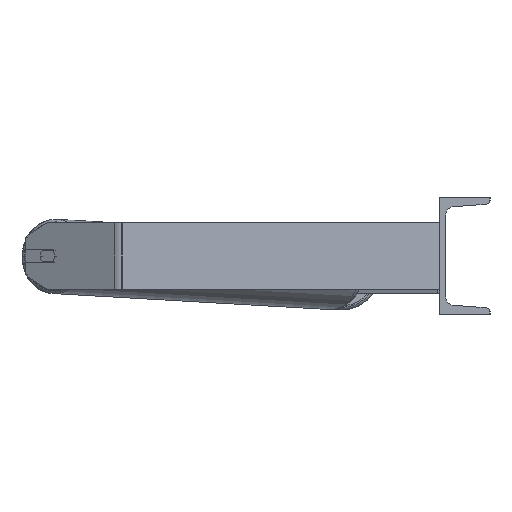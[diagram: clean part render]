
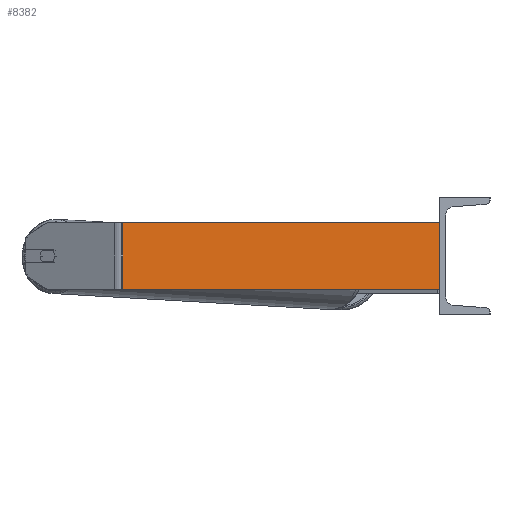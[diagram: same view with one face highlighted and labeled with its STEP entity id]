
A CAD part, left-side view. The second image highlights one B-rep face of the part: STEP entity #8382.
In plain terms, the highlighted planar face has unit normal (-0.996, -0.087, 0).
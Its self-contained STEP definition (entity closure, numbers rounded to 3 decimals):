
#29 = CARTESIAN_POINT ( 'NONE',  ( -1018.643, 384.537, -40. ) ) ;
#322 = CARTESIAN_POINT ( 'NONE',  ( -985., 0., -40. ) ) ;
#393 = CARTESIAN_POINT ( 'NONE',  ( -985., 0., 40. ) ) ;
#577 = CARTESIAN_POINT ( 'NONE',  ( -1018.203, 379.512, 40. ) ) ;
#868 = CARTESIAN_POINT ( 'NONE',  ( -1018.643, 384.537, 40. ) ) ;
#1026 = LINE ( 'NONE', #577, #2659 ) ;
#1225 = ORIENTED_EDGE ( 'NONE', *, *, #5419, .T. ) ;
#1475 = VECTOR ( 'NONE', #5961, 1000. ) ;
#1874 = EDGE_CURVE ( 'NONE', #9007, #2442, #1026, .T. ) ;
#1921 = FACE_OUTER_BOUND ( 'NONE', #5430, .T. ) ;
#2442 = VERTEX_POINT ( 'NONE', #3310 ) ;
#2527 = PLANE ( 'NONE',  #8107 ) ;
#2659 = VECTOR ( 'NONE', #4750, 1000. ) ;
#3086 = CARTESIAN_POINT ( 'NONE',  ( -1018.643, 384.537, 40. ) ) ;
#3310 = CARTESIAN_POINT ( 'NONE',  ( -1018.203, 379.512, -40. ) ) ;
#3325 = CARTESIAN_POINT ( 'NONE',  ( -1018.203, 379.512, 40. ) ) ;
#3501 = LINE ( 'NONE', #29, #6099 ) ;
#3599 = LINE ( 'NONE', #3086, #6683 ) ;
#4111 = ORIENTED_EDGE ( 'NONE', *, *, #1874, .T. ) ;
#4348 = DIRECTION ( 'NONE',  ( 0.087, -0.996, 0. ) ) ;
#4567 = EDGE_CURVE ( 'NONE', #9007, #7323, #3599, .T. ) ;
#4750 = DIRECTION ( 'NONE',  ( 0., 0., -1. ) ) ;
#5031 = DIRECTION ( 'NONE',  ( 0.996, 0.087, 0. ) ) ;
#5032 = ORIENTED_EDGE ( 'NONE', *, *, #4567, .F. ) ;
#5419 = EDGE_CURVE ( 'NONE', #2442, #6342, #3501, .T. ) ;
#5430 = EDGE_LOOP ( 'NONE', ( #1225, #6218, #5032, #4111 ) ) ;
#5610 = DIRECTION ( 'NONE',  ( -0.087, 0.996, 0. ) ) ;
#5793 = DIRECTION ( 'NONE',  ( 0.087, -0.996, 0. ) ) ;
#5961 = DIRECTION ( 'NONE',  ( 0., 0., -1. ) ) ;
#6099 = VECTOR ( 'NONE', #5793, 1000. ) ;
#6218 = ORIENTED_EDGE ( 'NONE', *, *, #7945, .F. ) ;
#6342 = VERTEX_POINT ( 'NONE', #322 ) ;
#6683 = VECTOR ( 'NONE', #4348, 1000. ) ;
#6757 = CARTESIAN_POINT ( 'NONE',  ( -985., 0., 40. ) ) ;
#7323 = VERTEX_POINT ( 'NONE', #393 ) ;
#7945 = EDGE_CURVE ( 'NONE', #7323, #6342, #8828, .T. ) ;
#8107 = AXIS2_PLACEMENT_3D ( 'NONE', #868, #5031, #5610 ) ;
#8382 = ADVANCED_FACE ( 'NONE', ( #1921 ), #2527, .F. ) ;
#8828 = LINE ( 'NONE', #6757, #1475 ) ;
#9007 = VERTEX_POINT ( 'NONE', #3325 ) ;
